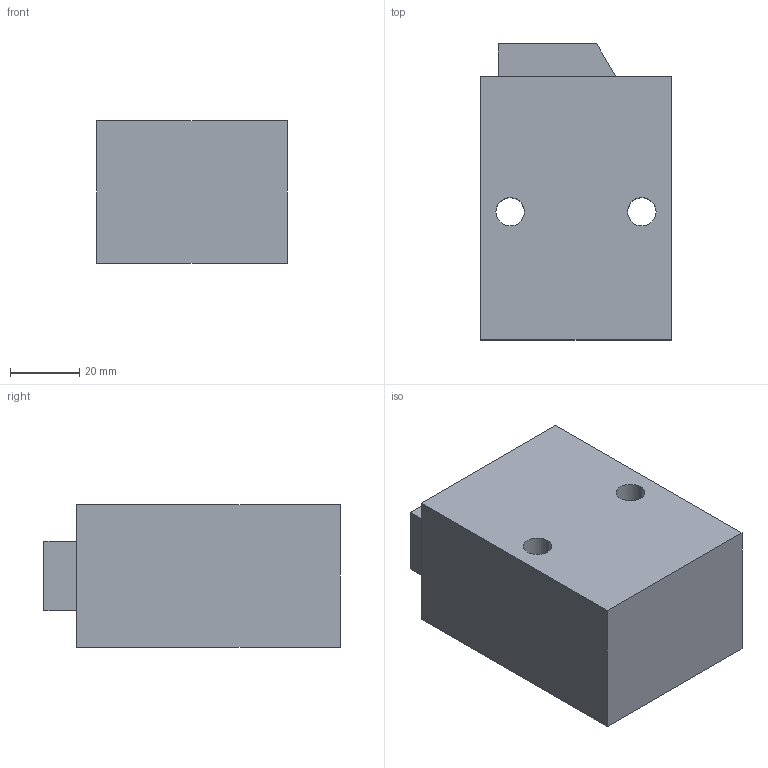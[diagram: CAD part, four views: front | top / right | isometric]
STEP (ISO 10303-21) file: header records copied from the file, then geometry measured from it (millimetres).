
FILE_DESCRIPTION(('STEP AP214'),'1');
FILE_NAME('cctmp_5516987A-263E-4AFD-BD2D-D8B36A92A520_2024_11_21_14_10_11_0410_4552..stp','2024-11-21T13:10:11',('Bosch Rexroth AG'),('CADClick - www.CADClick.com'),'Spatial InterOp 3D',' ','unknown authorization - (Healing Option Enabled)');
FILE_SCHEMA(('AUTOMOTIVE_DESIGN'));
Length unit declared in the file: millimetre
Products named in the file (1): 2024_11_21_14_10_11_0388
Bounding box: 55 x 85.5 x 41 mm (x, y, z)
Volume: 172987.1 mm3; surface area: 21896.5 mm2
Topology: 1 solids, 1 shells, 15 faces, 36 edges, 24 vertices
Faces by surface type: plane 11, cylinder 4
Entity records: 590 total; most frequent: CARTESIAN_POINT 76, DIRECTION 76, ORIENTED_EDGE 72, EDGE_CURVE 36, LINE 28, VECTOR 28, AXIS2_PLACEMENT_3D 24, VERTEX_POINT 24
